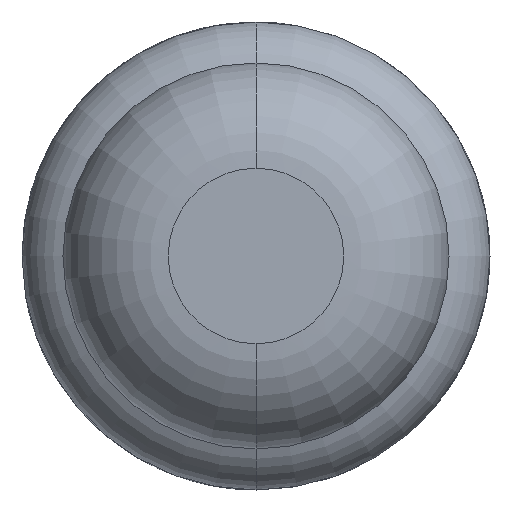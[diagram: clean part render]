
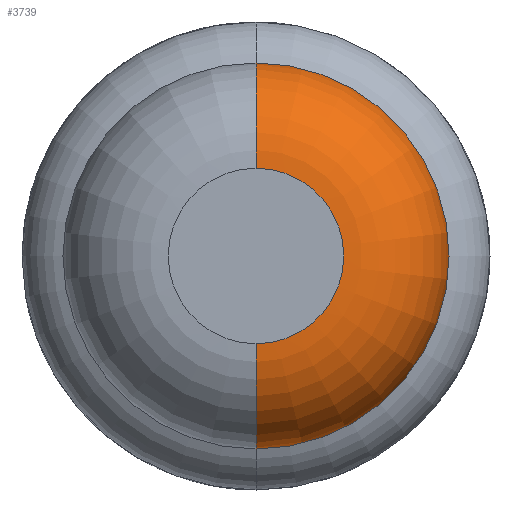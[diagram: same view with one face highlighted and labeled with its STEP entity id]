
A CAD part, front view. The second image highlights one B-rep face of the part: STEP entity #3739.
In plain terms, the highlighted toroidal (fillet/blend) face has major radius 0.375 mm and minor radius 0.45 mm.
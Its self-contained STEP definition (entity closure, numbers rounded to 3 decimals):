
#29 = DIRECTION ( 'NONE',  ( 0., 1., 0. ) ) ;
#95 = CIRCLE ( 'NONE', #1494, 0.375 ) ;
#103 = VERTEX_POINT ( 'NONE', #455 ) ;
#438 = CIRCLE ( 'NONE', #2761, 0.45 ) ;
#455 = CARTESIAN_POINT ( 'NONE',  ( 0., -29., 0.375 ) ) ;
#475 = ORIENTED_EDGE ( 'NONE', *, *, #3431, .F. ) ;
#619 = CIRCLE ( 'NONE', #2738, 0.45 ) ;
#660 = AXIS2_PLACEMENT_3D ( 'NONE', #1582, #3377, #2500 ) ;
#1002 = EDGE_CURVE ( 'NONE', #103, #2083, #619, .T. ) ;
#1171 = CIRCLE ( 'NONE', #660, 0.825 ) ;
#1186 = VERTEX_POINT ( 'NONE', #2408 ) ;
#1249 = ORIENTED_EDGE ( 'NONE', *, *, #1002, .F. ) ;
#1494 = AXIS2_PLACEMENT_3D ( 'NONE', #2353, #2641, #2892 ) ;
#1582 = CARTESIAN_POINT ( 'NONE',  ( 0., -28.55, 0. ) ) ;
#1611 = VERTEX_POINT ( 'NONE', #2856 ) ;
#1826 = CARTESIAN_POINT ( 'NONE',  ( 0., -28.55, -0.375 ) ) ;
#1843 = DIRECTION ( 'NONE',  ( 1., 0., 0. ) ) ;
#1898 = EDGE_CURVE ( 'NONE', #1186, #1611, #438, .T. ) ;
#2061 = EDGE_LOOP ( 'NONE', ( #2362, #2196, #475, #1249 ) ) ;
#2066 = DIRECTION ( 'NONE',  ( 0., 0., 1. ) ) ;
#2073 = CARTESIAN_POINT ( 'NONE',  ( 0., -28.55, 0.825 ) ) ;
#2083 = VERTEX_POINT ( 'NONE', #2073 ) ;
#2196 = ORIENTED_EDGE ( 'NONE', *, *, #1898, .T. ) ;
#2353 = CARTESIAN_POINT ( 'NONE',  ( 0., -29., 0. ) ) ;
#2362 = ORIENTED_EDGE ( 'NONE', *, *, #3664, .T. ) ;
#2408 = CARTESIAN_POINT ( 'NONE',  ( 0., -29., -0.375 ) ) ;
#2500 = DIRECTION ( 'NONE',  ( 0., 0., 1. ) ) ;
#2627 = CARTESIAN_POINT ( 'NONE',  ( 0., -28.55, 0. ) ) ;
#2641 = DIRECTION ( 'NONE',  ( 0., 1., 0. ) ) ;
#2675 = TOROIDAL_SURFACE ( 'NONE', #3466, 0.375, 0.45 ) ;
#2738 = AXIS2_PLACEMENT_3D ( 'NONE', #3019, #3649, #3364 ) ;
#2761 = AXIS2_PLACEMENT_3D ( 'NONE', #1826, #1843, #3589 ) ;
#2856 = CARTESIAN_POINT ( 'NONE',  ( 0., -28.55, -0.825 ) ) ;
#2892 = DIRECTION ( 'NONE',  ( 0., 0., 1. ) ) ;
#3019 = CARTESIAN_POINT ( 'NONE',  ( 0., -28.55, 0.375 ) ) ;
#3364 = DIRECTION ( 'NONE',  ( 0., 0., 1. ) ) ;
#3377 = DIRECTION ( 'NONE',  ( 0., 1., 0. ) ) ;
#3431 = EDGE_CURVE ( 'Defeature ausgef�hrt1_8+Defeature ausgef�hrt1_7+Defeature ausgef�hrt1_7+Defeature ausgef�hrt1_7', #2083, #1611, #1171, .T. ) ;
#3466 = AXIS2_PLACEMENT_3D ( 'NONE', #2627, #29, #2066 ) ;
#3589 = DIRECTION ( 'NONE',  ( 0., 0., -1. ) ) ;
#3649 = DIRECTION ( 'NONE',  ( -1., 0., 0. ) ) ;
#3664 = EDGE_CURVE ( 'Defeature ausgef�hrt1_7+Defeature ausgef�hrt1_6+Defeature ausgef�hrt1_6+Defeature ausgef�hrt1_6', #103, #1186, #95, .T. ) ;
#3739 = ADVANCED_FACE ( 'Defeature ausgef�hrt1_7', ( #3747 ), #2675, .T. ) ;
#3747 = FACE_OUTER_BOUND ( 'NONE', #2061, .T. ) ;
